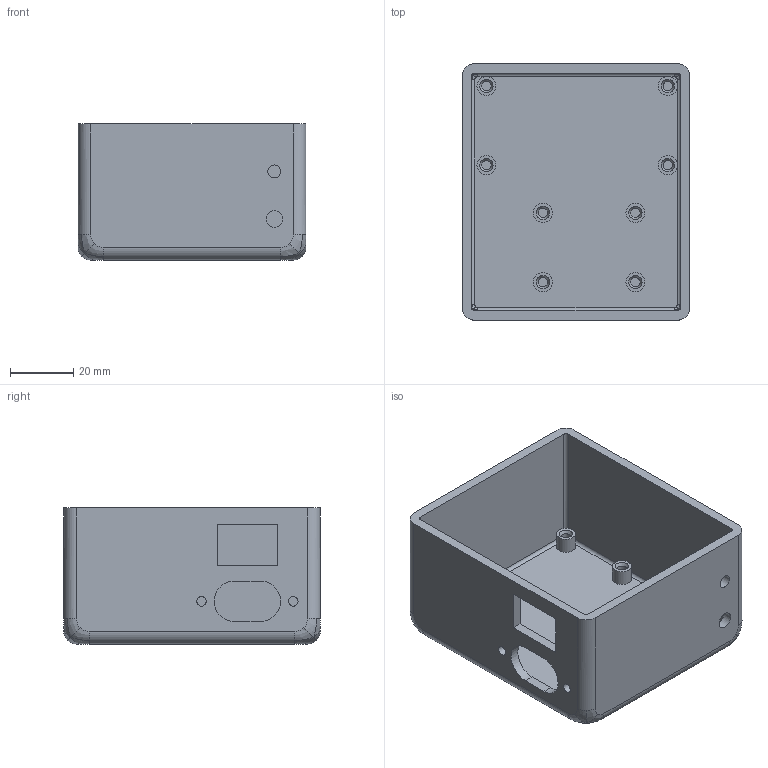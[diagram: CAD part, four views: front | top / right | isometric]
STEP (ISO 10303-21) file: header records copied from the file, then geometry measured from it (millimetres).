
FILE_DESCRIPTION(/* description */ (''),/* implementation_level */ '2;1');
FILE_NAME(/* name */ 'Grbox-CaseUnterteil.step',/* time_stamp */ '2024-06-29T16:23:46+02:00',/* author */ (''),/* organization */ (''),/* preprocessor_version */ 'ST-DEVELOPER v20',/* originating_system */ 'Autodesk Translation Framework v13.14.0.145',/* authorisation */ '');
FILE_SCHEMA (('AUTOMOTIVE_DESIGN { 1 0 10303 214 3 1 1 }'));
Length unit declared in the file: millimetre
Products named in the file (1): Gärbox-Case
Bounding box: 72 x 81 x 43 mm (x, y, z)
Volume: 50397.4 mm3; surface area: 35583.7 mm2
Topology: 1 solids, 1 shells, 128 faces, 300 edges, 188 vertices
Faces by surface type: bspline 48, cylinder 38, plane 34, cone 8
Full cylindrical faces by diameter (mm): 3 x10, 4.1 x1, 5.2 x1, 6 x8
Entity records: 5433 total; most frequent: CARTESIAN_POINT 2537, ORIENTED_EDGE 600, DIRECTION 574, EDGE_CURVE 300, AXIS2_PLACEMENT_3D 241, VERTEX_POINT 188, CIRCLE 160, EDGE_LOOP 154
